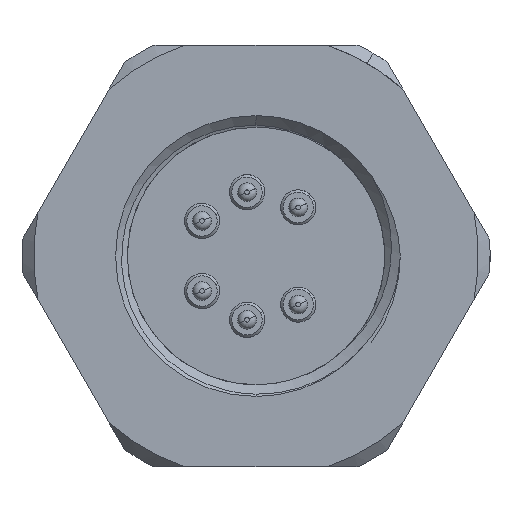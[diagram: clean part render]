
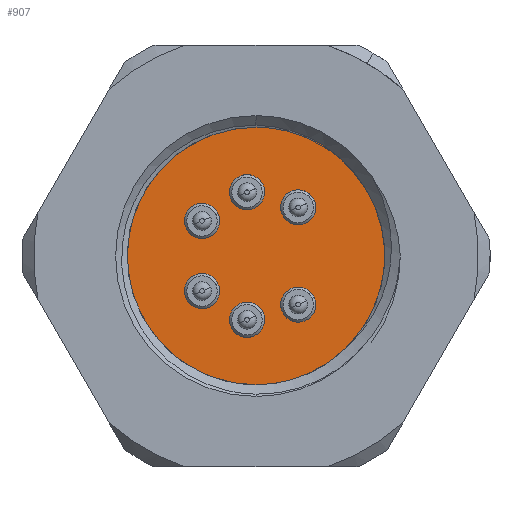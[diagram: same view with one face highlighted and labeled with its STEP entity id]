
A CAD part, left-side view. The second image highlights one B-rep face of the part: STEP entity #907.
In plain terms, the highlighted face is planar.
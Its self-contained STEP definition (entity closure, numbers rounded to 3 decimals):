
#44 = CARTESIAN_POINT ( 'NONE',  ( 9.25, 2.306, 0.748 ) ) ;
#66 = CARTESIAN_POINT ( 'NONE',  ( 9.25, -1.804, -2.075 ) ) ;
#152 = DIRECTION ( 'NONE',  ( -1., 0., 0. ) ) ;
#163 = DIRECTION ( 'NONE',  ( 0., 0., -1. ) ) ;
#300 = CARTESIAN_POINT ( 'NONE',  ( 9.25, 4.6, 0. ) ) ;
#620 = AXIS2_PLACEMENT_3D ( 'NONE', #19553, #21426, #22099 ) ;
#787 = CARTESIAN_POINT ( 'NONE',  ( 9.25, 2.306, -2.248 ) ) ;
#831 = ORIENTED_EDGE ( 'NONE', *, *, #11423, .T. ) ;
#907 = ADVANCED_FACE ( 'NONE', ( #11337, #18426, #9245, #5868, #14723, #19813, #2499 ), #14838, .F. ) ;
#1276 = CIRCLE ( 'NONE', #17236, 0.75 ) ;
#1407 = VERTEX_POINT ( 'NONE', #5114 ) ;
#1626 = CIRCLE ( 'NONE', #10529, 0.75 ) ;
#2147 = CARTESIAN_POINT ( 'NONE',  ( 9.25, -1.804, 2.825 ) ) ;
#2339 = VERTEX_POINT ( 'NONE', #8572 ) ;
#2348 = AXIS2_PLACEMENT_3D ( 'NONE', #17529, #19271, #4875 ) ;
#2499 = FACE_OUTER_BOUND ( 'NONE', #15338, .T. ) ;
#2819 = ORIENTED_EDGE ( 'NONE', *, *, #12586, .T. ) ;
#3114 = DIRECTION ( 'NONE',  ( 0., 0., -1. ) ) ;
#3158 = DIRECTION ( 'NONE',  ( 1., 0., 0. ) ) ;
#3197 = AXIS2_PLACEMENT_3D ( 'NONE', #7811, #22245, #14809 ) ;
#3751 = CARTESIAN_POINT ( 'NONE',  ( 9.25, -1.804, 2.075 ) ) ;
#3801 = VERTEX_POINT ( 'NONE', #18166 ) ;
#3903 = AXIS2_PLACEMENT_3D ( 'NONE', #12265, #20850, #163 ) ;
#4304 = CIRCLE ( 'NONE', #3197, 0.75 ) ;
#4367 = DIRECTION ( 'NONE',  ( 1., 0., 0. ) ) ;
#4496 = DIRECTION ( 'NONE',  ( 0., 0., -1. ) ) ;
#4620 = VERTEX_POINT ( 'NONE', #6366 ) ;
#4735 = EDGE_CURVE ( 'NONE', #17871, #18106, #18986, .T. ) ;
#4841 = EDGE_LOOP ( 'NONE', ( #14708, #7084 ) ) ;
#4875 = DIRECTION ( 'NONE',  ( 0., 0., -1. ) ) ;
#5114 = CARTESIAN_POINT ( 'NONE',  ( 9.25, 2.306, -0.748 ) ) ;
#5668 = CARTESIAN_POINT ( 'NONE',  ( 9.25, -1.804, -2.825 ) ) ;
#5795 = CIRCLE ( 'NONE', #21393, 0.75 ) ;
#5868 = FACE_BOUND ( 'NONE', #7688, .T. ) ;
#5972 = EDGE_CURVE ( 'NONE', #16529, #2339, #13137, .T. ) ;
#6069 = CIRCLE ( 'NONE', #19795, 0.75 ) ;
#6246 = CARTESIAN_POINT ( 'NONE',  ( 9.25, -1.804, -1.325 ) ) ;
#6366 = CARTESIAN_POINT ( 'NONE',  ( 9.25, 2.306, 2.248 ) ) ;
#6471 = ORIENTED_EDGE ( 'NONE', *, *, #9448, .T. ) ;
#6563 = EDGE_CURVE ( 'NONE', #10053, #10436, #22417, .T. ) ;
#6586 = DIRECTION ( 'NONE',  ( 0., 0., 1. ) ) ;
#6706 = DIRECTION ( 'NONE',  ( 1., 0., 0. ) ) ;
#6807 = CIRCLE ( 'NONE', #8667, 0.75 ) ;
#7084 = ORIENTED_EDGE ( 'NONE', *, *, #17525, .F. ) ;
#7234 = DIRECTION ( 'NONE',  ( 0., 0., 1. ) ) ;
#7598 = DIRECTION ( 'NONE',  ( -1., 0., 0. ) ) ;
#7636 = AXIS2_PLACEMENT_3D ( 'NONE', #300, #12974, #7724 ) ;
#7688 = EDGE_LOOP ( 'NONE', ( #22682, #19833 ) ) ;
#7724 = DIRECTION ( 'NONE',  ( 0., 0., 1. ) ) ;
#7811 = CARTESIAN_POINT ( 'NONE',  ( 9.25, 2.306, -1.498 ) ) ;
#8154 = DIRECTION ( 'NONE',  ( 0., 0., -1. ) ) ;
#8388 = CARTESIAN_POINT ( 'NONE',  ( 9.25, 0., 0. ) ) ;
#8572 = CARTESIAN_POINT ( 'NONE',  ( 9.25, -1.804, 1.325 ) ) ;
#8667 = AXIS2_PLACEMENT_3D ( 'NONE', #9579, #7598, #16676 ) ;
#8898 = EDGE_CURVE ( 'NONE', #2339, #16529, #6069, .T. ) ;
#9204 = CARTESIAN_POINT ( 'NONE',  ( 9.25, 0.383, -1.973 ) ) ;
#9245 = FACE_BOUND ( 'NONE', #13449, .T. ) ;
#9448 = EDGE_CURVE ( 'NONE', #13397, #3801, #1626, .T. ) ;
#9460 = CIRCLE ( 'NONE', #17996, 0.75 ) ;
#9579 = CARTESIAN_POINT ( 'NONE',  ( 9.25, 2.306, 1.498 ) ) ;
#9702 = AXIS2_PLACEMENT_3D ( 'NONE', #10625, #6706, #3114 ) ;
#9848 = ORIENTED_EDGE ( 'NONE', *, *, #16481, .T. ) ;
#9904 = CIRCLE ( 'NONE', #620, 0.75 ) ;
#10053 = VERTEX_POINT ( 'NONE', #9204 ) ;
#10436 = VERTEX_POINT ( 'NONE', #17814 ) ;
#10489 = ORIENTED_EDGE ( 'NONE', *, *, #22077, .F. ) ;
#10529 = AXIS2_PLACEMENT_3D ( 'NONE', #19092, #12245, #19315 ) ;
#10625 = CARTESIAN_POINT ( 'NONE',  ( 9.25, 0., 0. ) ) ;
#10949 = EDGE_LOOP ( 'NONE', ( #9848, #2819 ) ) ;
#11022 = EDGE_CURVE ( 'NONE', #18106, #17871, #15104, .T. ) ;
#11337 = FACE_BOUND ( 'NONE', #21386, .T. ) ;
#11423 = EDGE_CURVE ( 'NONE', #3801, #13397, #9904, .T. ) ;
#12245 = DIRECTION ( 'NONE',  ( -1., 0., 0. ) ) ;
#12265 = CARTESIAN_POINT ( 'NONE',  ( 9.25, 2.306, -1.498 ) ) ;
#12304 = VERTEX_POINT ( 'NONE', #5668 ) ;
#12518 = DIRECTION ( 'NONE',  ( 0., 0., -1. ) ) ;
#12574 = CARTESIAN_POINT ( 'NONE',  ( 9.25, 0., 6. ) ) ;
#12586 = EDGE_CURVE ( 'NONE', #4620, #13578, #9460, .T. ) ;
#12633 = DIRECTION ( 'NONE',  ( 1., 0., 0. ) ) ;
#12723 = DIRECTION ( 'NONE',  ( -1., 0., 0. ) ) ;
#12974 = DIRECTION ( 'NONE',  ( -1., 0., 0. ) ) ;
#12979 = DIRECTION ( 'NONE',  ( 0., 0., -1. ) ) ;
#13137 = CIRCLE ( 'NONE', #14996, 0.75 ) ;
#13397 = VERTEX_POINT ( 'NONE', #18976 ) ;
#13449 = EDGE_LOOP ( 'NONE', ( #10489, #20211 ) ) ;
#13578 = VERTEX_POINT ( 'NONE', #44 ) ;
#13660 = EDGE_CURVE ( 'NONE', #17247, #1407, #15053, .T. ) ;
#14708 = ORIENTED_EDGE ( 'NONE', *, *, #18181, .F. ) ;
#14723 = FACE_BOUND ( 'NONE', #21761, .T. ) ;
#14809 = DIRECTION ( 'NONE',  ( 0., 0., -1. ) ) ;
#14838 = PLANE ( 'NONE',  #7636 ) ;
#14936 = ORIENTED_EDGE ( 'NONE', *, *, #11022, .T. ) ;
#14996 = AXIS2_PLACEMENT_3D ( 'NONE', #3751, #152, #7234 ) ;
#15053 = CIRCLE ( 'NONE', #3903, 0.75 ) ;
#15068 = CARTESIAN_POINT ( 'NONE',  ( 9.25, -1.804, -2.075 ) ) ;
#15104 = CIRCLE ( 'NONE', #16939, 6. ) ;
#15315 = CARTESIAN_POINT ( 'NONE',  ( 9.25, 0.383, -2.723 ) ) ;
#15338 = EDGE_LOOP ( 'NONE', ( #15344, #14936 ) ) ;
#15344 = ORIENTED_EDGE ( 'NONE', *, *, #4735, .T. ) ;
#16105 = CIRCLE ( 'NONE', #22443, 0.75 ) ;
#16481 = EDGE_CURVE ( 'NONE', #13578, #4620, #6807, .T. ) ;
#16529 = VERTEX_POINT ( 'NONE', #2147 ) ;
#16676 = DIRECTION ( 'NONE',  ( 0., 0., 1. ) ) ;
#16939 = AXIS2_PLACEMENT_3D ( 'NONE', #8388, #3158, #8154 ) ;
#17168 = DIRECTION ( 'NONE',  ( 1., 0., 0. ) ) ;
#17236 = AXIS2_PLACEMENT_3D ( 'NONE', #15068, #4367, #12979 ) ;
#17247 = VERTEX_POINT ( 'NONE', #787 ) ;
#17281 = VERTEX_POINT ( 'NONE', #6246 ) ;
#17362 = ORIENTED_EDGE ( 'NONE', *, *, #8898, .T. ) ;
#17525 = EDGE_CURVE ( 'NONE', #17281, #12304, #16105, .T. ) ;
#17529 = CARTESIAN_POINT ( 'NONE',  ( 9.25, 0.383, -2.723 ) ) ;
#17814 = CARTESIAN_POINT ( 'NONE',  ( 9.25, 0.383, -3.473 ) ) ;
#17871 = VERTEX_POINT ( 'NONE', #22594 ) ;
#17996 = AXIS2_PLACEMENT_3D ( 'NONE', #20307, #18805, #6586 ) ;
#18106 = VERTEX_POINT ( 'NONE', #12574 ) ;
#18166 = CARTESIAN_POINT ( 'NONE',  ( 9.25, 0.383, 3.473 ) ) ;
#18181 = EDGE_CURVE ( 'NONE', #12304, #17281, #1276, .T. ) ;
#18408 = CARTESIAN_POINT ( 'NONE',  ( 9.25, -1.804, 2.075 ) ) ;
#18426 = FACE_BOUND ( 'NONE', #4841, .T. ) ;
#18805 = DIRECTION ( 'NONE',  ( -1., 0., 0. ) ) ;
#18976 = CARTESIAN_POINT ( 'NONE',  ( 9.25, 0.383, 1.973 ) ) ;
#18986 = CIRCLE ( 'NONE', #9702, 6. ) ;
#19092 = CARTESIAN_POINT ( 'NONE',  ( 9.25, 0.383, 2.723 ) ) ;
#19271 = DIRECTION ( 'NONE',  ( 1., 0., 0. ) ) ;
#19315 = DIRECTION ( 'NONE',  ( 0., 0., 1. ) ) ;
#19553 = CARTESIAN_POINT ( 'NONE',  ( 9.25, 0.383, 2.723 ) ) ;
#19793 = DIRECTION ( 'NONE',  ( 0., 0., 1. ) ) ;
#19795 = AXIS2_PLACEMENT_3D ( 'NONE', #18408, #12723, #19793 ) ;
#19809 = ORIENTED_EDGE ( 'NONE', *, *, #5972, .T. ) ;
#19813 = FACE_BOUND ( 'NONE', #10949, .T. ) ;
#19833 = ORIENTED_EDGE ( 'NONE', *, *, #20622, .F. ) ;
#20211 = ORIENTED_EDGE ( 'NONE', *, *, #6563, .F. ) ;
#20307 = CARTESIAN_POINT ( 'NONE',  ( 9.25, 2.306, 1.498 ) ) ;
#20622 = EDGE_CURVE ( 'NONE', #1407, #17247, #4304, .T. ) ;
#20850 = DIRECTION ( 'NONE',  ( 1., 0., 0. ) ) ;
#21386 = EDGE_LOOP ( 'NONE', ( #6471, #831 ) ) ;
#21393 = AXIS2_PLACEMENT_3D ( 'NONE', #15315, #17168, #4496 ) ;
#21426 = DIRECTION ( 'NONE',  ( -1., 0., 0. ) ) ;
#21761 = EDGE_LOOP ( 'NONE', ( #17362, #19809 ) ) ;
#22077 = EDGE_CURVE ( 'NONE', #10436, #10053, #5795, .T. ) ;
#22099 = DIRECTION ( 'NONE',  ( 0., 0., 1. ) ) ;
#22245 = DIRECTION ( 'NONE',  ( 1., 0., 0. ) ) ;
#22417 = CIRCLE ( 'NONE', #2348, 0.75 ) ;
#22443 = AXIS2_PLACEMENT_3D ( 'NONE', #66, #12633, #12518 ) ;
#22594 = CARTESIAN_POINT ( 'NONE',  ( 9.25, 0., -6. ) ) ;
#22682 = ORIENTED_EDGE ( 'NONE', *, *, #13660, .F. ) ;
